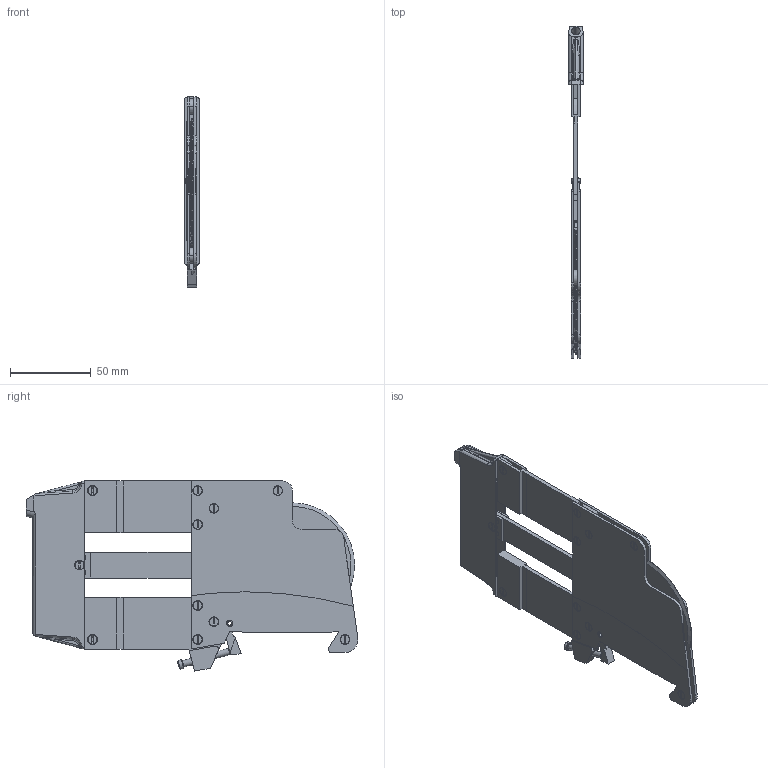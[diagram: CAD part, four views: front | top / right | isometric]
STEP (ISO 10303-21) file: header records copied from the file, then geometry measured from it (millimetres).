
FILE_DESCRIPTION (( 'STEP AP214' ), '1' );
FILE_NAME ('021116.STEP', '2022-06-22T19:14:34', ( '' ), ( '' ), 'SwSTEP 2.0', 'SolidWorks 2021', '' );
FILE_SCHEMA (( 'AUTOMOTIVE_DESIGN' ));
Length unit declared in the file: inch
Products named in the file (1): 021116
Bounding box: 9.06 x 205 x 117.5 mm (x, y, z)
Surface area: 72906 mm2 (no closed solid volume)
Topology: 0 solids, 51 shells, 400 faces, 1233 edges, 869 vertices
Faces by surface type: plane 215, cylinder 117, cone 38, bspline 16, torus 14
Entity records: 19452 total; most frequent: CARTESIAN_POINT 3324, DIRECTION 2289, ORIENTED_EDGE 2059, EDGE_CURVE 1229, VERTEX_POINT 869, AXIS2_PLACEMENT_3D 801, VECTOR 687, LINE 687
